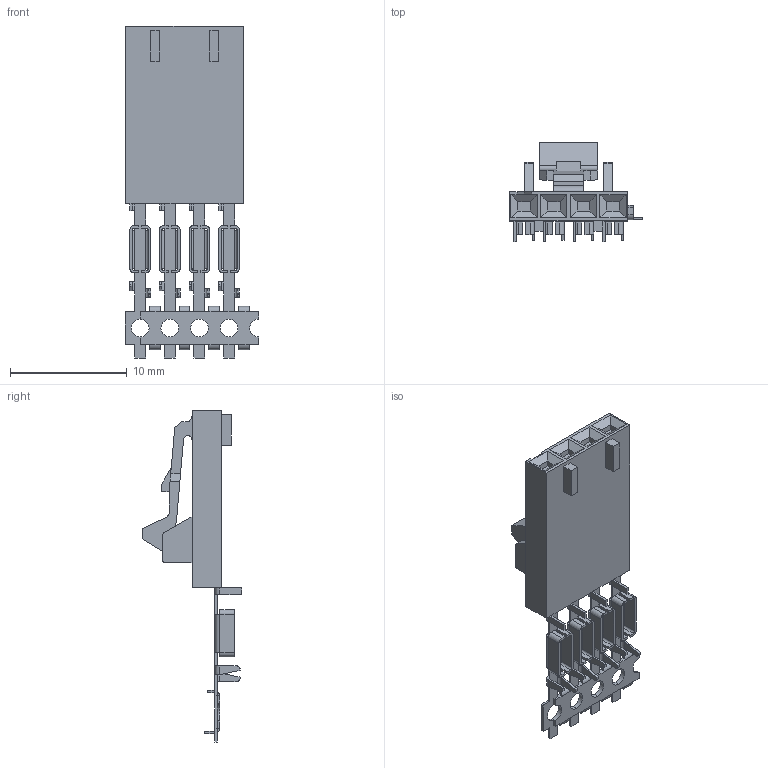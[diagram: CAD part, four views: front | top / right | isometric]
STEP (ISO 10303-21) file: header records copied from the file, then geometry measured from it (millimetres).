
FILE_DESCRIPTION (( 'STEP AP203' ), '1' );
FILE_NAME ('MTE Cable Connector_V2.STEP', '2019-01-02T19:27:42', ( 'DASSAULT SYSTEMES' ), ( 'DASSAULT SYSTEMES' ), 'SwSTEP 2.0', 'SolidWorks 2018', '' );
FILE_SCHEMA (( 'CONFIG_CONTROL_DESIGN' ));
Length unit declared in the file: inch
Products named in the file (1): MTE Cable Connector_V2
Bounding box: 11.43 x 8.48 x 28.45 mm (x, y, z)
Volume: 471.3 mm3; surface area: 1025.9 mm2
Topology: 1 solids, 1 shells, 502 faces, 1298 edges, 800 vertices
Faces by surface type: plane 389, cylinder 113
Entity records: 15040 total; most frequent: CARTESIAN_POINT 2660, ORIENTED_EDGE 2596, DIRECTION 2507, EDGE_CURVE 1298, VECTOR 1041, LINE 1041, VERTEX_POINT 800, AXIS2_PLACEMENT_3D 733
